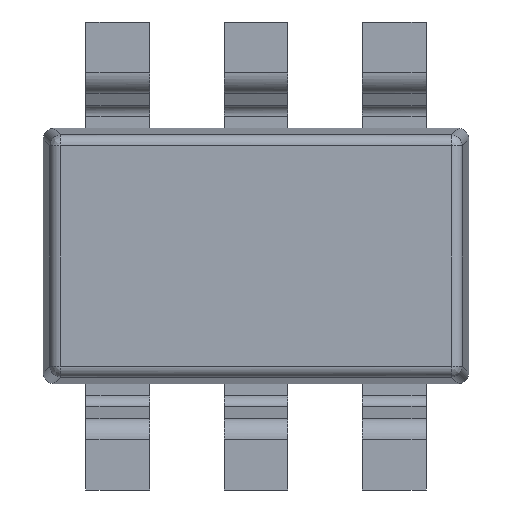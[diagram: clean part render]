
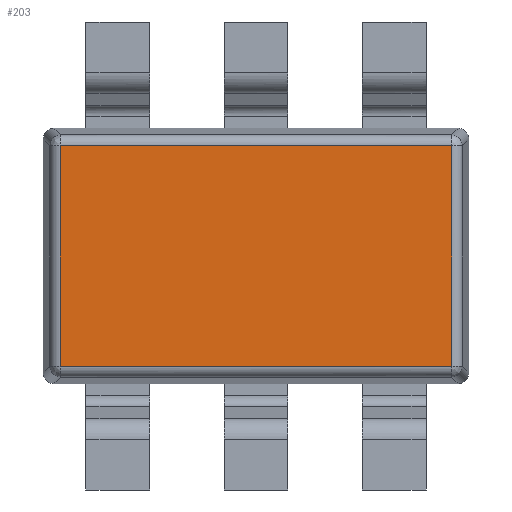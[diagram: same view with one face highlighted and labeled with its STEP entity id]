
A CAD part, front view. The second image highlights one B-rep face of the part: STEP entity #203.
In plain terms, the highlighted planar face has unit normal (0, -1, 0).
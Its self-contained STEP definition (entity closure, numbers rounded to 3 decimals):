
#203=ADVANCED_FACE('',(#324),#1866,.T.);
#324=FACE_OUTER_BOUND('',#446,.T.);
#446=EDGE_LOOP('',(#947,#948,#949,#950));
#947=ORIENTED_EDGE('',*,*,#1282,.F.);
#948=ORIENTED_EDGE('',*,*,#1283,.F.);
#949=ORIENTED_EDGE('',*,*,#1284,.F.);
#950=ORIENTED_EDGE('',*,*,#1281,.F.);
#1281=EDGE_CURVE('',#1793,#1794,#1597,.T.);
#1282=EDGE_CURVE('',#1795,#1793,#1598,.T.);
#1283=EDGE_CURVE('',#1796,#1795,#1599,.T.);
#1284=EDGE_CURVE('',#1794,#1796,#1600,.T.);
#1597=B_SPLINE_CURVE_WITH_KNOTS('',1,(#3400,#3401),.UNSPECIFIED.,.F.,.F.,
(2,2),(-1.038,0.),.UNSPECIFIED.);
#1598=B_SPLINE_CURVE_WITH_KNOTS('',1,(#3402,#3403),.UNSPECIFIED.,.F.,.F.,
(2,2),(-1.838,0.),.UNSPECIFIED.);
#1599=B_SPLINE_CURVE_WITH_KNOTS('',1,(#3404,#3405),.UNSPECIFIED.,.F.,.F.,
(2,2),(-1.038,0.),.UNSPECIFIED.);
#1600=B_SPLINE_CURVE_WITH_KNOTS('',1,(#3406,#3407),.UNSPECIFIED.,.F.,.F.,
(2,2),(-1.838,0.),.UNSPECIFIED.);
#1793=VERTEX_POINT('',#3350);
#1794=VERTEX_POINT('',#3351);
#1795=VERTEX_POINT('',#3352);
#1796=VERTEX_POINT('',#3353);
#1866=PLANE('',#2068);
#2068=AXIS2_PLACEMENT_3D('',#2939,#2193,$);
#2193=DIRECTION('',(0.,-1.,0.));
#2939=CARTESIAN_POINT('',(-1.103,-0.4,-0.623));
#3350=CARTESIAN_POINT('',(0.919,-0.4,0.519));
#3351=CARTESIAN_POINT('',(0.919,-0.4,-0.519));
#3352=CARTESIAN_POINT('',(-0.919,-0.4,0.519));
#3353=CARTESIAN_POINT('',(-0.919,-0.4,-0.519));
#3400=CARTESIAN_POINT('',(0.919,-0.4,0.519));
#3401=CARTESIAN_POINT('',(0.919,-0.4,-0.519));
#3402=CARTESIAN_POINT('',(-0.919,-0.4,0.519));
#3403=CARTESIAN_POINT('',(0.919,-0.4,0.519));
#3404=CARTESIAN_POINT('',(-0.919,-0.4,-0.519));
#3405=CARTESIAN_POINT('',(-0.919,-0.4,0.519));
#3406=CARTESIAN_POINT('',(0.919,-0.4,-0.519));
#3407=CARTESIAN_POINT('',(-0.919,-0.4,-0.519));
